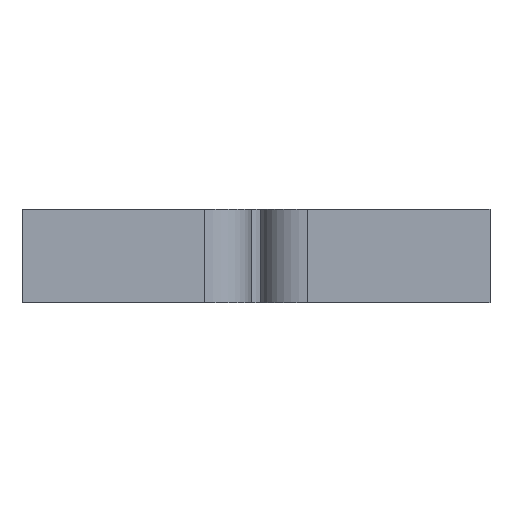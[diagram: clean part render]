
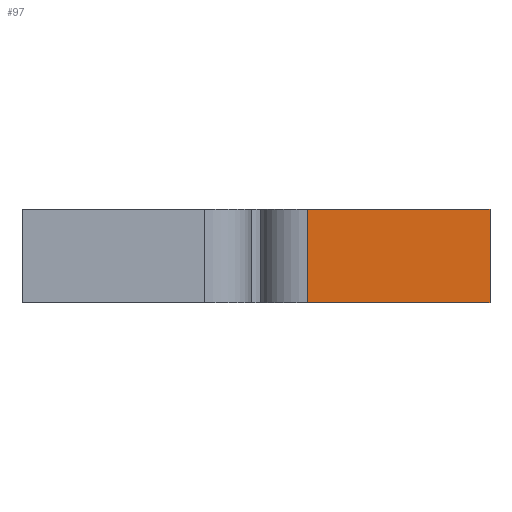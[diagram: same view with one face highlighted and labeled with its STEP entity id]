
A CAD part, left-side view. The second image highlights one B-rep face of the part: STEP entity #97.
In plain terms, the highlighted planar face has unit normal (-1, 0, 0).
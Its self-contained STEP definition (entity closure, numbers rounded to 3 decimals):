
#20=CARTESIAN_POINT('',(-19.739,-3.05,1.));
#21=DIRECTION('',(0.,-1.,0.));
#22=DIRECTION('',(-1.,0.,0.));
#23=AXIS2_PLACEMENT_3D('',#20,#22,#21);
#24=PLANE('',#23);
#25=CARTESIAN_POINT('',(-19.739,-1.376,0.));
#26=VERTEX_POINT('',#25);
#27=CARTESIAN_POINT('',(-19.739,-2.,0.005));
#28=VERTEX_POINT('',#27);
#29=CARTESIAN_POINT('',(-19.739,-1.376,0.));
#30=CARTESIAN_POINT('',(-19.739,-1.434,0.));
#31=CARTESIAN_POINT('',(-19.739,-1.503,0.001));
#32=CARTESIAN_POINT('',(-19.739,-1.699,0.003));
#33=CARTESIAN_POINT('',(-19.739,-1.863,0.005));
#34=CARTESIAN_POINT('',(-19.739,-2.,0.005));
#35=B_SPLINE_CURVE_WITH_KNOTS('',3,(#29,#30,#31,#32,#33,#34),.UNSPECIFIED.,.F.,.U.,(4,2,4),(0.,0.298,1.),.UNSPECIFIED.);
#36=EDGE_CURVE('',#26,#28,#35,.T.);
#37=ORIENTED_EDGE('E1',*,*,#36,.T.);
#38=CARTESIAN_POINT('',(-19.739,-5.,0.005));
#39=VERTEX_POINT('',#38);
#40=CARTESIAN_POINT('',(-19.739,-2.,0.005));
#41=DIRECTION('',(0.,-1.,0.));
#42=VECTOR('',#41,3.);
#43=LINE('',#40,#42);
#44=EDGE_CURVE('',#28,#39,#43,.T.);
#45=ORIENTED_EDGE('E2',*,*,#44,.T.);
#46=CARTESIAN_POINT('',(-19.739,-5.,1.995));
#47=VERTEX_POINT('',#46);
#48=CARTESIAN_POINT('',(-19.739,-5.,0.005));
#49=DIRECTION('',(0.,0.,1.));
#50=VECTOR('',#49,1.99);
#51=LINE('',#48,#50);
#52=EDGE_CURVE('',#39,#47,#51,.T.);
#53=ORIENTED_EDGE('E3',*,*,#52,.T.);
#54=CARTESIAN_POINT('',(-19.739,-2.,1.995));
#55=VERTEX_POINT('',#54);
#56=CARTESIAN_POINT('',(-19.739,-5.,1.995));
#57=DIRECTION('',(0.,1.,0.));
#58=VECTOR('',#57,3.);
#59=LINE('',#56,#58);
#60=EDGE_CURVE('',#47,#55,#59,.T.);
#61=ORIENTED_EDGE('E4',*,*,#60,.T.);
#62=CARTESIAN_POINT('',(-19.739,-1.376,2.));
#63=VERTEX_POINT('',#62);
#64=CARTESIAN_POINT('',(-19.739,-2.,1.995));
#65=CARTESIAN_POINT('',(-19.739,-1.863,1.995));
#66=CARTESIAN_POINT('',(-19.739,-1.699,1.997));
#67=CARTESIAN_POINT('',(-19.739,-1.503,1.999));
#68=CARTESIAN_POINT('',(-19.739,-1.434,2.));
#69=CARTESIAN_POINT('',(-19.739,-1.376,2.));
#70=B_SPLINE_CURVE_WITH_KNOTS('',3,(#64,#65,#66,#67,#68,#69),.UNSPECIFIED.,.F.,.U.,(4,2,4),(0.,0.702,1.),.UNSPECIFIED.);
#71=EDGE_CURVE('',#55,#63,#70,.T.);
#72=ORIENTED_EDGE('E5',*,*,#71,.T.);
#73=CARTESIAN_POINT('',(-19.739,-1.1,2.));
#74=VERTEX_POINT('',#73);
#75=CARTESIAN_POINT('',(-19.739,-1.376,2.));
#76=DIRECTION('',(0.,1.,0.));
#77=VECTOR('',#76,0.276);
#78=LINE('',#75,#77);
#79=EDGE_CURVE('',#63,#74,#78,.T.);
#80=ORIENTED_EDGE('E6',*,*,#79,.T.);
#81=CARTESIAN_POINT('',(-19.739,-1.1,0.));
#82=VERTEX_POINT('',#81);
#83=CARTESIAN_POINT('',(-19.739,-1.1,2.));
#84=DIRECTION('',(0.,0.,-1.));
#85=VECTOR('',#84,2.);
#86=LINE('',#83,#85);
#87=EDGE_CURVE('',#74,#82,#86,.T.);
#88=ORIENTED_EDGE('E7',*,*,#87,.T.);
#89=CARTESIAN_POINT('',(-19.739,-1.1,0.));
#90=DIRECTION('',(0.,-1.,0.));
#91=VECTOR('',#90,0.276);
#92=LINE('',#89,#91);
#93=EDGE_CURVE('',#82,#26,#92,.T.);
#94=ORIENTED_EDGE('E8',*,*,#93,.T.);
#95=EDGE_LOOP('',(#37,#45,#53,#61,#72,#80,#88,#94));
#96=FACE_OUTER_BOUND('',#95,.T.);
#97=ADVANCED_FACE('F1',(#96),#24,.T.);
